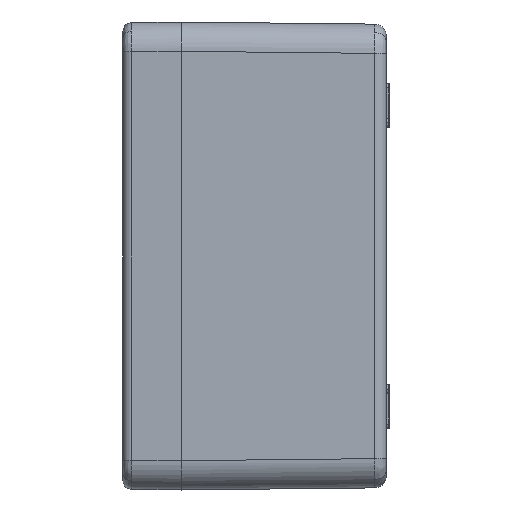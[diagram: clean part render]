
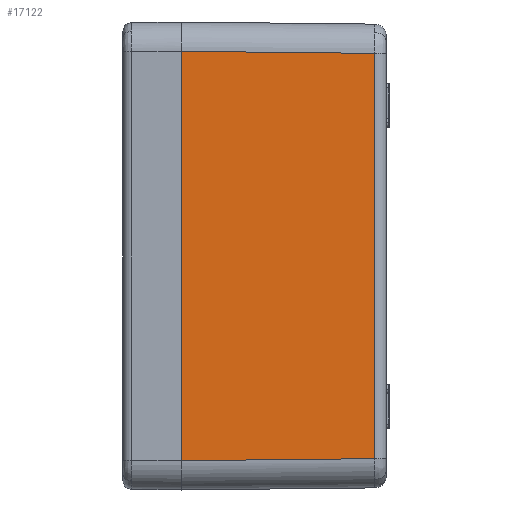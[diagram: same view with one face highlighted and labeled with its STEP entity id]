
A CAD part, left-side view. The second image highlights one B-rep face of the part: STEP entity #17122.
In plain terms, the highlighted planar face has unit normal (-1, -0.011, 0).
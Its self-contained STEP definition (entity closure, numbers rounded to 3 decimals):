
#10386 = CARTESIAN_POINT ( 'NONE',  ( -279.282, -66.542, 69.283 ) ) ;
#15001 = DIRECTION ( 'NONE',  ( 0., 0., 1. ) ) ;
#15002 = VECTOR ( 'NONE', #15001, 1000. ) ;
#15003 = CARTESIAN_POINT ( 'NONE',  ( -279.974, -0.5, -80. ) ) ;
#15004 = LINE ( 'NONE', #15003, #15002 ) ;
#15009 = CARTESIAN_POINT ( 'NONE',  ( -279.974, -0.5, -69.974 ) ) ;
#15010 = CARTESIAN_POINT ( 'NONE',  ( -279.974, -0.5, 69.974 ) ) ;
#17103 = ORIENTED_EDGE ( 'NONE', *, *, #17104, .T. ) ;
#17104 = EDGE_CURVE ( 'NONE', #23293, #30343, #26662, .T. ) ;
#17105 = ORIENTED_EDGE ( 'NONE', *, *, #30345, .F. ) ;
#17122 = ADVANCED_FACE ( 'NONE', ( #26692 ), #26690, .T. ) ;
#17123 = EDGE_LOOP ( 'NONE', ( #17124, #17127, #17103, #17105 ) ) ;
#17124 = ORIENTED_EDGE ( 'NONE', *, *, #17125, .T. ) ;
#17125 = EDGE_CURVE ( 'NONE', #30344, #17126, #26691, .T. ) ;
#17126 = VERTEX_POINT ( 'NONE', #26682 ) ;
#17127 = ORIENTED_EDGE ( 'NONE', *, *, #17128, .T. ) ;
#17128 = EDGE_CURVE ( 'NONE', #17126, #23293, #26681, .T. ) ;
#23293 = VERTEX_POINT ( 'NONE', #10386 ) ;
#26659 = DIRECTION ( 'NONE',  ( -0.01, 1., 0.01 ) ) ;
#26660 = VECTOR ( 'NONE', #26659, 1000. ) ;
#26661 = CARTESIAN_POINT ( 'NONE',  ( -279.984, 0.429, 69.984 ) ) ;
#26662 = LINE ( 'NONE', #26661, #26660 ) ;
#26678 = DIRECTION ( 'NONE',  ( 0., 0., 1. ) ) ;
#26679 = VECTOR ( 'NONE', #26678, 1000. ) ;
#26680 = CARTESIAN_POINT ( 'NONE',  ( -279.282, -66.542, 69.241 ) ) ;
#26681 = LINE ( 'NONE', #26680, #26679 ) ;
#26682 = CARTESIAN_POINT ( 'NONE',  ( -279.282, -66.542, -69.283 ) ) ;
#26683 = DIRECTION ( 'NONE',  ( 0.01, -1., 0.01 ) ) ;
#26684 = VECTOR ( 'NONE', #26683, 1000. ) ;
#26685 = CARTESIAN_POINT ( 'NONE',  ( -280.001, 2.105, -70.002 ) ) ;
#26686 = DIRECTION ( 'NONE',  ( 0.01, -1., 0. ) ) ;
#26687 = DIRECTION ( 'NONE',  ( -1., -0.01, 0. ) ) ;
#26688 = CARTESIAN_POINT ( 'NONE',  ( -280., 2., -80. ) ) ;
#26689 = AXIS2_PLACEMENT_3D ( 'NONE', #26688, #26687, #26686 ) ;
#26690 = PLANE ( 'NONE',  #26689 ) ;
#26691 = LINE ( 'NONE', #26685, #26684 ) ;
#26692 = FACE_OUTER_BOUND ( 'NONE', #17123, .T. ) ;
#30343 = VERTEX_POINT ( 'NONE', #15010 ) ;
#30344 = VERTEX_POINT ( 'NONE', #15009 ) ;
#30345 = EDGE_CURVE ( 'NONE', #30344, #30343, #15004, .T. ) ;
